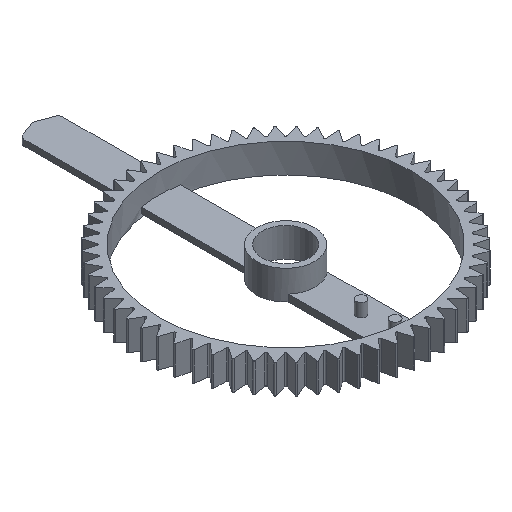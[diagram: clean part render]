
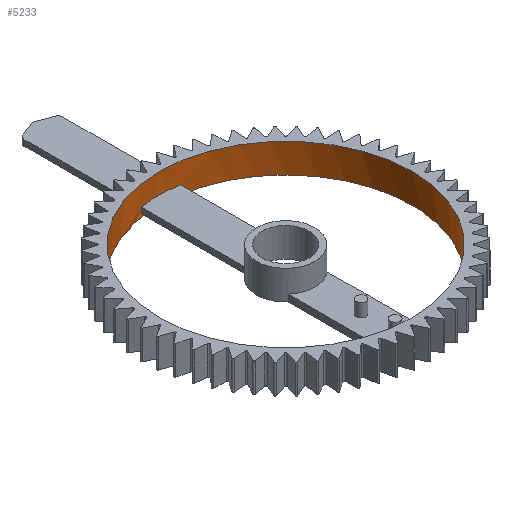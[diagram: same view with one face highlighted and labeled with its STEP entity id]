
A CAD part, isometric view. The second image highlights one B-rep face of the part: STEP entity #5233.
In plain terms, the highlighted cylindrical face has radius 26 mm (diameter 52 mm), a full revolution.
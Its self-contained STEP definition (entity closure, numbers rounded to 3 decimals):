
#21=FACE_BOUND('',#482,.T.);
#40=CYLINDRICAL_SURFACE('',#5680,26.);
#200=FACE_OUTER_BOUND('',#481,.T.);
#481=EDGE_LOOP('',(#3878,#3879,#3880,#3881,#3882,#3883,#3884,#3885));
#482=EDGE_LOOP('',(#3886,#3887,#3888,#3889));
#715=CIRCLE('',#5480,26.);
#857=CIRCLE('',#5647,26.);
#858=CIRCLE('',#5648,26.);
#861=CIRCLE('',#5652,26.);
#866=CIRCLE('',#5666,26.);
#872=CIRCLE('',#5681,26.);
#1002=LINE('',#7718,#1541);
#1037=LINE('',#7825,#1576);
#1170=LINE('',#8339,#1709);
#1171=LINE('',#8342,#1710);
#1184=LINE('',#8381,#1723);
#1541=VECTOR('',#6069,10.);
#1576=VECTOR('',#6182,10.);
#1709=VECTOR('',#6583,10.);
#1710=VECTOR('',#6586,10.);
#1723=VECTOR('',#6633,26.);
#2067=VERTEX_POINT('',#7669);
#2069=VERTEX_POINT('',#7673);
#2089=VERTEX_POINT('',#7716);
#2122=VERTEX_POINT('',#7824);
#2356=VERTEX_POINT('',#8294);
#2357=VERTEX_POINT('',#8296);
#2358=VERTEX_POINT('',#8298);
#2369=VERTEX_POINT('',#8337);
#2370=VERTEX_POINT('',#8341);
#2379=VERTEX_POINT('',#8379);
#2611=EDGE_CURVE('',#2067,#2069,#715,.T.);
#2632=EDGE_CURVE('',#2069,#2089,#1002,.T.);
#2684=EDGE_CURVE('',#2122,#2067,#1037,.T.);
#2920=EDGE_CURVE('',#2357,#2356,#857,.T.);
#2921=EDGE_CURVE('',#2358,#2357,#858,.T.);
#2925=EDGE_CURVE('',#2089,#2122,#861,.T.);
#2942=EDGE_CURVE('',#2356,#2369,#1170,.T.);
#2943=EDGE_CURVE('',#2370,#2358,#1171,.T.);
#2946=EDGE_CURVE('',#2369,#2370,#866,.T.);
#2962=EDGE_CURVE('',#2379,#2379,#872,.T.);
#2963=EDGE_CURVE('',#2379,#2357,#1184,.T.);
#3878=ORIENTED_EDGE('',*,*,#2962,.F.);
#3879=ORIENTED_EDGE('',*,*,#2963,.T.);
#3880=ORIENTED_EDGE('',*,*,#2920,.T.);
#3881=ORIENTED_EDGE('',*,*,#2942,.T.);
#3882=ORIENTED_EDGE('',*,*,#2946,.T.);
#3883=ORIENTED_EDGE('',*,*,#2943,.T.);
#3884=ORIENTED_EDGE('',*,*,#2921,.T.);
#3885=ORIENTED_EDGE('',*,*,#2963,.F.);
#3886=ORIENTED_EDGE('',*,*,#2632,.T.);
#3887=ORIENTED_EDGE('',*,*,#2925,.T.);
#3888=ORIENTED_EDGE('',*,*,#2684,.T.);
#3889=ORIENTED_EDGE('',*,*,#2611,.T.);
#5233=ADVANCED_FACE('',(#200,#21),#40,.F.);
#5480=AXIS2_PLACEMENT_3D('',#7675,#6035,#6036);
#5647=AXIS2_PLACEMENT_3D('',#8297,#6536,#6537);
#5648=AXIS2_PLACEMENT_3D('',#8299,#6538,#6539);
#5652=AXIS2_PLACEMENT_3D('',#8306,#6547,#6548);
#5666=AXIS2_PLACEMENT_3D('',#8347,#6591,#6592);
#5680=AXIS2_PLACEMENT_3D('',#8378,#6629,#6630);
#5681=AXIS2_PLACEMENT_3D('',#8380,#6631,#6632);
#6035=DIRECTION('center_axis',(0.,0.,1.));
#6036=DIRECTION('ref_axis',(1.,0.,0.));
#6069=DIRECTION('',(0.,0.,1.));
#6182=DIRECTION('',(0.,0.,-1.));
#6536=DIRECTION('center_axis',(0.,0.,-1.));
#6537=DIRECTION('ref_axis',(1.,0.,0.));
#6538=DIRECTION('center_axis',(0.,0.,-1.));
#6539=DIRECTION('ref_axis',(1.,0.,0.));
#6547=DIRECTION('center_axis',(0.,0.,-1.));
#6548=DIRECTION('ref_axis',(1.,0.,0.));
#6583=DIRECTION('',(0.,0.,1.));
#6586=DIRECTION('',(0.,0.,-1.));
#6591=DIRECTION('center_axis',(0.,0.,-1.));
#6592=DIRECTION('ref_axis',(1.,0.,0.));
#6629=DIRECTION('center_axis',(0.,0.,1.));
#6630=DIRECTION('ref_axis',(1.,0.,0.));
#6631=DIRECTION('center_axis',(0.,0.,-1.));
#6632=DIRECTION('ref_axis',(1.,0.,0.));
#6633=DIRECTION('',(0.,0.,-1.));
#7669=CARTESIAN_POINT('',(4.,25.69,0.6));
#7673=CARTESIAN_POINT('',(-4.,25.69,0.6));
#7675=CARTESIAN_POINT('Origin',(0.,0.,0.6));
#7716=CARTESIAN_POINT('',(-4.,25.69,1.8));
#7718=CARTESIAN_POINT('',(-4.,25.69,0.));
#7824=CARTESIAN_POINT('',(4.,25.69,1.8));
#7825=CARTESIAN_POINT('',(4.,25.69,0.));
#8294=CARTESIAN_POINT('',(4.,-25.69,0.));
#8296=CARTESIAN_POINT('',(-26.,0.,0.));
#8297=CARTESIAN_POINT('Origin',(0.,0.,0.));
#8298=CARTESIAN_POINT('',(-4.,-25.69,0.));
#8299=CARTESIAN_POINT('Origin',(0.,0.,0.));
#8306=CARTESIAN_POINT('Origin',(0.,0.,1.8));
#8337=CARTESIAN_POINT('',(4.,-25.69,1.4));
#8339=CARTESIAN_POINT('',(4.,-25.69,0.));
#8341=CARTESIAN_POINT('',(-4.,-25.69,1.4));
#8342=CARTESIAN_POINT('',(-4.,-25.69,0.));
#8347=CARTESIAN_POINT('Origin',(0.,0.,1.4));
#8378=CARTESIAN_POINT('Origin',(0.,0.,0.));
#8379=CARTESIAN_POINT('',(-26.,0.,6.));
#8380=CARTESIAN_POINT('Origin',(0.,0.,6.));
#8381=CARTESIAN_POINT('',(-26.,0.,0.));
